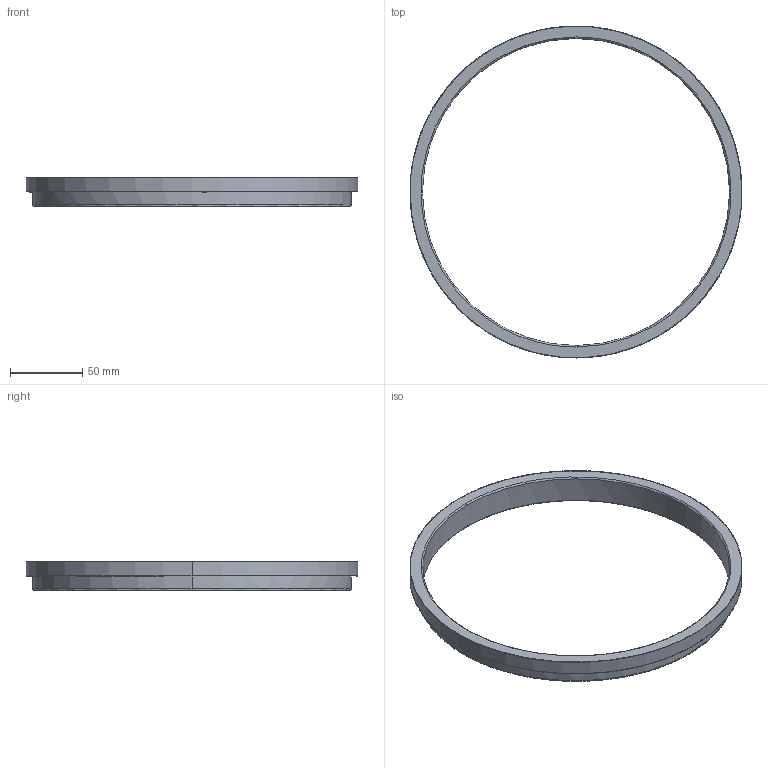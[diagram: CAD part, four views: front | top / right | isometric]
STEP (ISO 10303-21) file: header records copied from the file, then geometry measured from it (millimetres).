
FILE_DESCRIPTION (( 'STEP AP203' ), '1' );
FILE_NAME ('MS001-B.04.010SL.1.1 芵嫖欶.step', '2021-08-27T10:52:09', ( 'Windows User' ), ( 'P R C' ), 'SwSTEP 2.0', 'SolidWorks 2016', '' );
FILE_SCHEMA (( 'CONFIG_CONTROL_DESIGN' ));
Length unit declared in the file: millimetre
Products named in the file (1): MS001-B.04.010SL.1.1 芵嫖欶
Bounding box: 230.2 x 230.2 x 20 mm (x, y, z)
Volume: 86534.1 mm3; surface area: 38554.4 mm2
Topology: 1 solids, 1 shells, 19 faces, 58 edges, 42 vertices
Faces by surface type: bspline 10, cylinder 6, plane 3
Entity records: 1285 total; most frequent: CARTESIAN_POINT 736, ORIENTED_EDGE 116, DIRECTION 90, EDGE_CURVE 58, AXIS2_PLACEMENT_3D 42, VERTEX_POINT 42, CIRCLE 32, EDGE_LOOP 22
